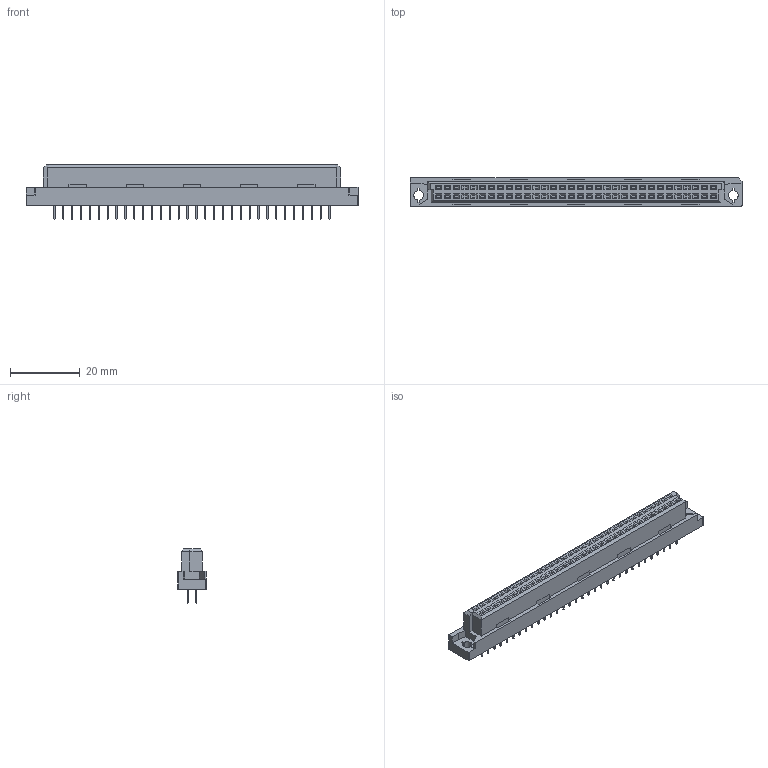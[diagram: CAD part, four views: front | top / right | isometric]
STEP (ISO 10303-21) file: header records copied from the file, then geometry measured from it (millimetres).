
FILE_DESCRIPTION(('STEP AP214'),'1');
FILE_NAME('connector_a-bf64abt-1.stp','2017-04-01T05:14:23',('TraceParts'),('TraceParts S.A.'),'Spatial InterOp 3D',' ',' ');
FILE_SCHEMA(('automotive_design'));
Length unit declared in the file: millimetre
Products named in the file (1): connector_a-bf64abt-1
Bounding box: 95 x 8.1 x 15.6 mm (x, y, z)
Volume: 6560.4 mm3; surface area: 5815.4 mm2
Topology: 1 solids, 1 shells, 1270 faces, 3160 edges, 2020 vertices
Faces by surface type: plane 1257, cylinder 13
Entity records: 46794 total; most frequent: CARTESIAN_POINT 6451, ORIENTED_EDGE 6320, DIRECTION 5728, EDGE_CURVE 3160, LINE 3134, VECTOR 3134, VERTEX_POINT 2020, EDGE_LOOP 1402
